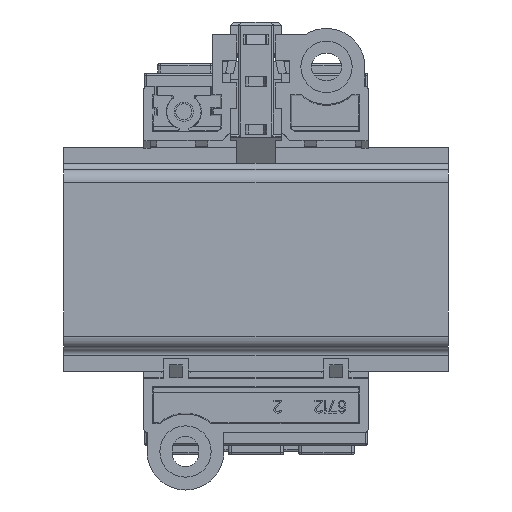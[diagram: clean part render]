
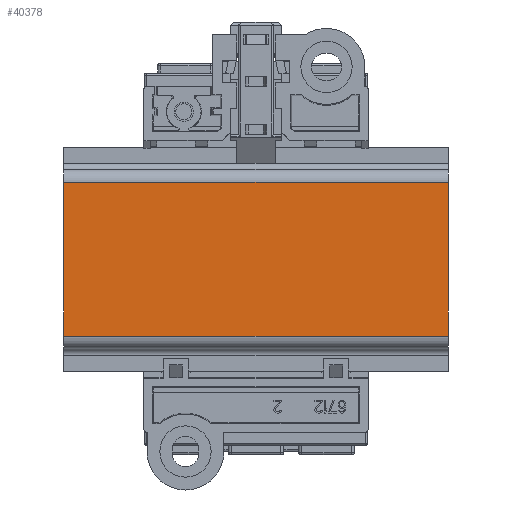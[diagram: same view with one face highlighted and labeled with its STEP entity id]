
A CAD part, front view. The second image highlights one B-rep face of the part: STEP entity #40378.
In plain terms, the highlighted planar face has unit normal (0, -1, 0).
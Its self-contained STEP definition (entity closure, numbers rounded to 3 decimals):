
#1294=DIRECTION('',(0.,0.,-1.));
#1295=VECTOR('',#1294,24.);
#1296=CARTESIAN_POINT('',(30.,-34.9,12.));
#1297=LINE('',#1296,#1295);
#1377=DIRECTION('',(1.,0.,0.));
#1378=VECTOR('',#1377,60.);
#1379=CARTESIAN_POINT('',(-30.,-34.9,-12.));
#1380=LINE('',#1379,#1378);
#1465=DIRECTION('',(0.,0.,-1.));
#1466=VECTOR('',#1465,24.);
#1467=CARTESIAN_POINT('',(-30.,-34.9,12.));
#1468=LINE('',#1467,#1466);
#1513=DIRECTION('',(1.,0.,0.));
#1514=VECTOR('',#1513,60.);
#1515=CARTESIAN_POINT('',(-30.,-34.9,12.));
#1516=LINE('',#1515,#1514);
#38686=CARTESIAN_POINT('',(-30.,-34.9,-12.));
#38688=VERTEX_POINT('',#38686);
#38724=CARTESIAN_POINT('',(-30.,-34.9,12.));
#38725=VERTEX_POINT('',#38724);
#38726=CARTESIAN_POINT('',(30.,-34.9,-12.));
#38728=VERTEX_POINT('',#38726);
#38764=CARTESIAN_POINT('',(30.,-34.9,12.));
#38765=VERTEX_POINT('',#38764);
#40367=CARTESIAN_POINT('',(-30.,-34.9,12.));
#40368=DIRECTION('',(0.,-1.,0.));
#40369=DIRECTION('',(0.,0.,-1.));
#40370=AXIS2_PLACEMENT_3D('',#40367,#40368,#40369);
#40371=PLANE('',#40370);
#40372=ORIENTED_EDGE('',*,*,#40221,.F.);
#40373=ORIENTED_EDGE('',*,*,#40362,.T.);
#40374=ORIENTED_EDGE('',*,*,#40135,.T.);
#40375=ORIENTED_EDGE('',*,*,#40178,.F.);
#40376=EDGE_LOOP('',(#40372,#40373,#40374,#40375));
#40377=FACE_OUTER_BOUND('',#40376,.F.);
#40135=EDGE_CURVE('',#38765,#38728,#1297,.T.);
#40178=EDGE_CURVE('',#38688,#38728,#1380,.T.);
#40221=EDGE_CURVE('',#38725,#38688,#1468,.T.);
#40362=EDGE_CURVE('',#38725,#38765,#1516,.T.);
#40378=ADVANCED_FACE('',(#40377),#40371,.T.);
